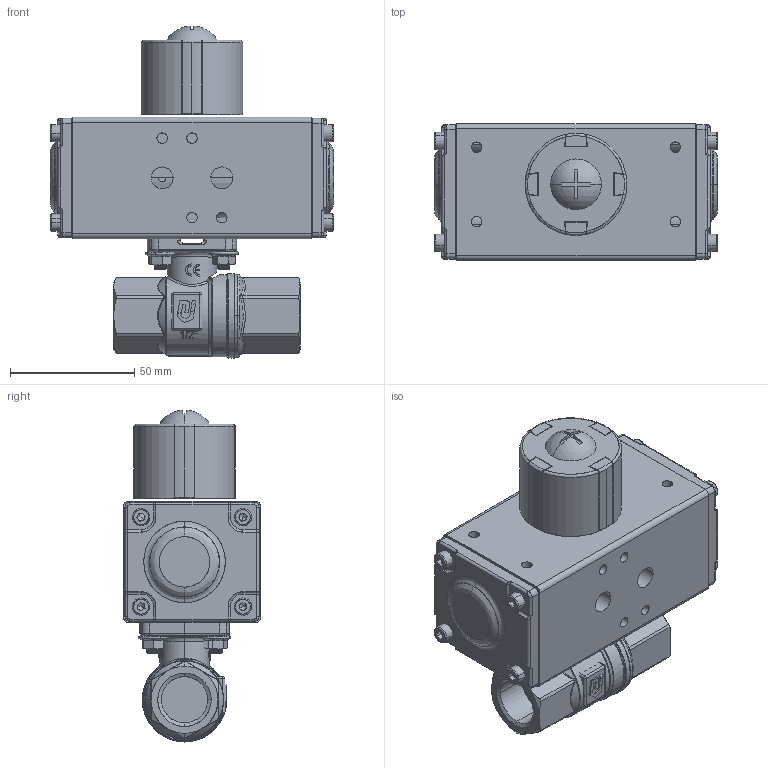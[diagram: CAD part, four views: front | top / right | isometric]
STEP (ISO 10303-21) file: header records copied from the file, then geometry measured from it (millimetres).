
FILE_DESCRIPTION (( 'STEP AP214' ), '1' );
FILE_NAME ('PK01_DN15_doppeltwirkend (PK01000003).STEP', '2022-01-14T13:24:24', ( '' ), ( '' ), 'SwSTEP 2.0', 'SolidWorks 2021', '' );
FILE_SCHEMA (( 'AUTOMOTIVE_DESIGN' ));
Length unit declared in the file: metre
Products named in the file (1): PK01_DN15_doppeltwirkend (PK01000003)
Bounding box: 114 x 55 x 133.65 mm (x, y, z)
Surface area: 59442.8 mm2 (no closed solid volume)
Topology: 0 solids, 784 shells, 1013 faces, 4705 edges, 4441 vertices
Faces by surface type: plane 333, cylinder 265, bspline 260, cone 141, torus 8, sphere 6
Entity records: 86950 total; most frequent: CARTESIAN_POINT 42222, DIRECTION 5819, ORIENTED_EDGE 5155, EDGE_CURVE 4678, VERTEX_POINT 4441, VECTOR 1943, LINE 1943, AXIS2_PLACEMENT_3D 1938
